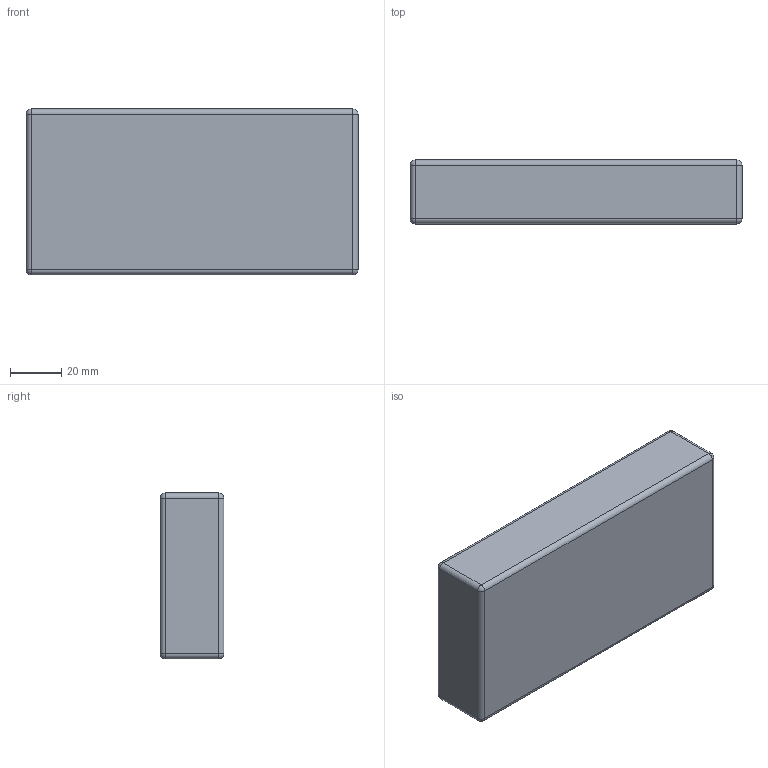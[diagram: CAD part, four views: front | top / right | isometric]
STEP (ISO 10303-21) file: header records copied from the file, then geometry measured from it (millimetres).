
FILE_DESCRIPTION(('FreeCAD Model'),'2;1');
FILE_NAME('NGTC-BTI.step','2019-06-21T13:31:19',('Author'),(''), 'Open CASCADE STEP processor 7.3','FreeCAD','Unknown');
FILE_SCHEMA(('AUTOMOTIVE_DESIGN { 1 0 10303 214 1 1 1 1 }'));
Length unit declared in the file: millimetre
Products named in the file (1): Body
Bounding box: 130 x 25 x 65 mm (x, y, z)
Volume: 203401.3 mm3; surface area: 28408.1 mm2
Topology: 1 solids, 1 shells, 46 faces, 104 edges, 56 vertices
Faces by surface type: plane 26, cylinder 12, sphere 8
Entity records: 2461 total; most frequent: DIRECTION 406, CARTESIAN_POINT 391, LINE 264, VECTOR 264, ORIENTED_EDGE 192, PCURVE 192, DEFINITIONAL_REPRESENTATION 192, EDGE_CURVE 96
